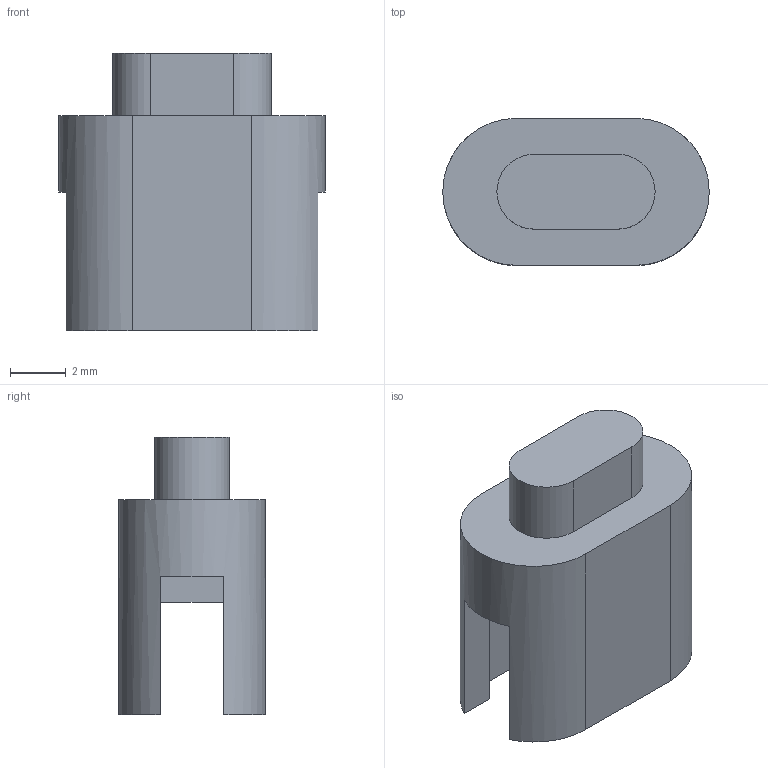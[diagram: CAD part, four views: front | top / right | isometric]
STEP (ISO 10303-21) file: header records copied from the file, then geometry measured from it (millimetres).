
FILE_DESCRIPTION(('FreeCAD Model'),'2;1');
FILE_NAME('Open CASCADE Shape Model','2024-08-29T05:07:35',('FreeCAD'),( 'FreeCAD'),'Open CASCADE STEP processor 7.6','FreeCAD','Unknown');
FILE_SCHEMA(('AUTOMOTIVE_DESIGN { 1 0 10303 214 1 1 1 1 }'));
Length unit declared in the file: millimetre
Products named in the file (1): Open CASCADE STEP translator 7.6 1
Bounding box: 9.6 x 5.3 x 10 mm (x, y, z)
Volume: 222 mm3; surface area: 413.9 mm2
Topology: 1 solids, 1 shells, 31 faces, 84 edges, 56 vertices
Faces by surface type: plane 27, cylinder 4
Entity records: 980 total; most frequent: CARTESIAN_POINT 172, ORIENTED_EDGE 168, DIRECTION 160, EDGE_CURVE 84, LINE 72, VECTOR 72, VERTEX_POINT 56, AXIS2_PLACEMENT_3D 44
